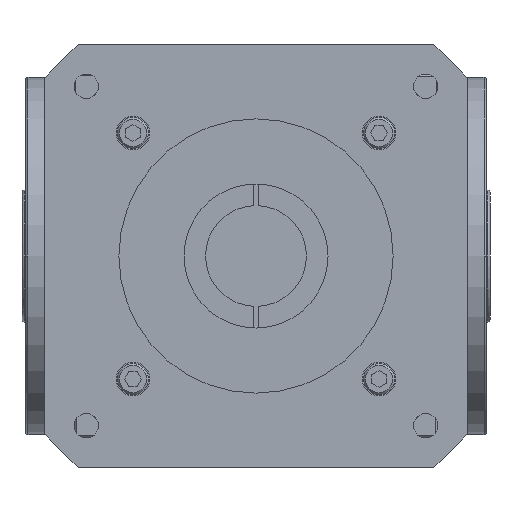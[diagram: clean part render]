
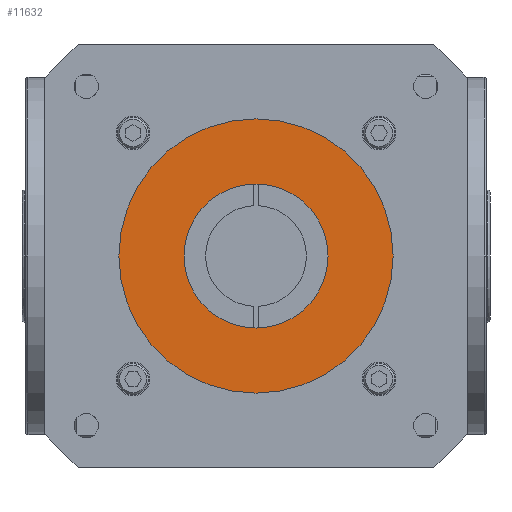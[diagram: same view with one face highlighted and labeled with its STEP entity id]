
A CAD part, front view. The second image highlights one B-rep face of the part: STEP entity #11632.
In plain terms, the highlighted planar face has unit normal (0, -1, 0).
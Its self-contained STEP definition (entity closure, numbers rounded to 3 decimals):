
#312 = AXIS2_PLACEMENT_3D ( 'NONE', #15337, #2409, #17527 ) ;
#2175 = EDGE_LOOP ( 'NONE', ( #21350, #26761 ) ) ;
#2222 = EDGE_CURVE ( 'NONE', #19130, #6957, #15556, .T. ) ;
#2271 = FACE_BOUND ( 'NONE', #2175, .T. ) ;
#2377 = AXIS2_PLACEMENT_3D ( 'NONE', #24589, #11879, #26702 ) ;
#2409 = DIRECTION ( 'NONE',  ( 0., 1., 0. ) ) ;
#2819 = EDGE_CURVE ( 'NONE', #6957, #19130, #14520, .T. ) ;
#4932 = ORIENTED_EDGE ( 'NONE', *, *, #5348, .F. ) ;
#5348 = EDGE_CURVE ( 'NONE', #18857, #19028, #25866, .T. ) ;
#5416 = DIRECTION ( 'NONE',  ( 0., 1., 0. ) ) ;
#6957 = VERTEX_POINT ( 'NONE', #9325 ) ;
#7555 = EDGE_LOOP ( 'NONE', ( #17760, #4932 ) ) ;
#8017 = FACE_OUTER_BOUND ( 'NONE', #7555, .T. ) ;
#9325 = CARTESIAN_POINT ( 'NONE',  ( -30., -13., 0. ) ) ;
#9771 = CARTESIAN_POINT ( 'NONE',  ( 0., -13., 0. ) ) ;
#9983 = CIRCLE ( 'NONE', #2377, 57.15 ) ;
#10523 = AXIS2_PLACEMENT_3D ( 'NONE', #9771, #24665, #11960 ) ;
#10861 = CARTESIAN_POINT ( 'NONE',  ( 30., -13., 0. ) ) ;
#11632 = ADVANCED_FACE ( 'NONE', ( #8017, #2271 ), #13864, .F. ) ;
#11879 = DIRECTION ( 'NONE',  ( 0., 1., 0. ) ) ;
#11960 = DIRECTION ( 'NONE',  ( 1., 0., 0. ) ) ;
#12122 = CARTESIAN_POINT ( 'NONE',  ( -57.15, -13., 0. ) ) ;
#12141 = EDGE_CURVE ( 'NONE', #19028, #18857, #9983, .T. ) ;
#12476 = DIRECTION ( 'NONE',  ( 1., 0., 0. ) ) ;
#13864 = PLANE ( 'NONE',  #27355 ) ;
#14520 = CIRCLE ( 'NONE', #312, 30. ) ;
#14817 = CARTESIAN_POINT ( 'NONE',  ( 57.15, -13., 0. ) ) ;
#15337 = CARTESIAN_POINT ( 'NONE',  ( 0., -13., 0. ) ) ;
#15556 = CIRCLE ( 'NONE', #24486, 30. ) ;
#17527 = DIRECTION ( 'NONE',  ( 1., 0., 0. ) ) ;
#17760 = ORIENTED_EDGE ( 'NONE', *, *, #12141, .F. ) ;
#18349 = CARTESIAN_POINT ( 'NONE',  ( 0., -13., -57.15 ) ) ;
#18857 = VERTEX_POINT ( 'NONE', #12122 ) ;
#19028 = VERTEX_POINT ( 'NONE', #14817 ) ;
#19130 = VERTEX_POINT ( 'NONE', #10861 ) ;
#20414 = DIRECTION ( 'NONE',  ( 1., 0., 0. ) ) ;
#21350 = ORIENTED_EDGE ( 'NONE', *, *, #2222, .T. ) ;
#21475 = DIRECTION ( 'NONE',  ( 0., 1., 0. ) ) ;
#21831 = CARTESIAN_POINT ( 'NONE',  ( 0., -13., 0. ) ) ;
#24486 = AXIS2_PLACEMENT_3D ( 'NONE', #21831, #21475, #12476 ) ;
#24589 = CARTESIAN_POINT ( 'NONE',  ( 0., -13., 0. ) ) ;
#24665 = DIRECTION ( 'NONE',  ( 0., 1., 0. ) ) ;
#25866 = CIRCLE ( 'NONE', #10523, 57.15 ) ;
#26702 = DIRECTION ( 'NONE',  ( 1., 0., 0. ) ) ;
#26761 = ORIENTED_EDGE ( 'NONE', *, *, #2819, .T. ) ;
#27355 = AXIS2_PLACEMENT_3D ( 'NONE', #18349, #5416, #20414 ) ;
